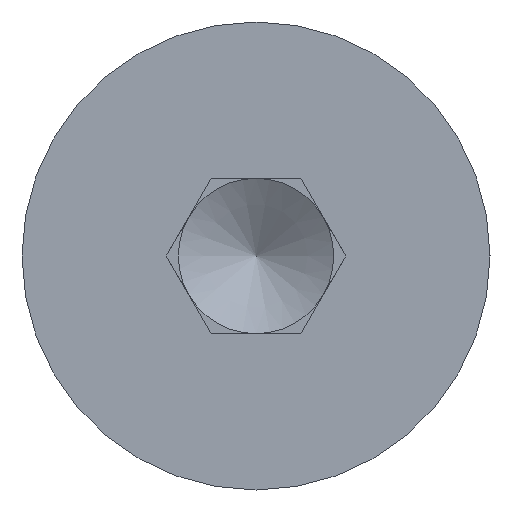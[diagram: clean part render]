
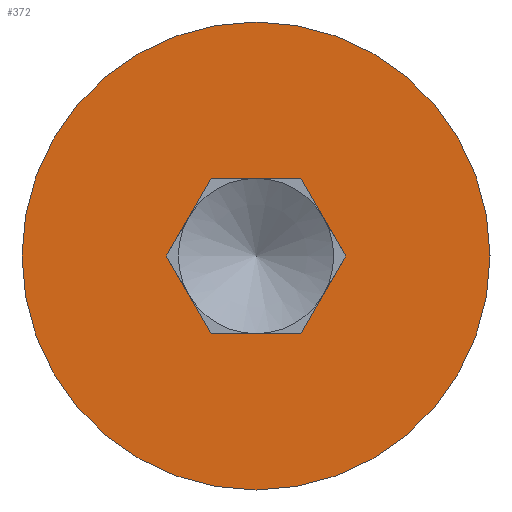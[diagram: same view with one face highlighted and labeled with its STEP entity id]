
A CAD part, left-side view. The second image highlights one B-rep face of the part: STEP entity #372.
In plain terms, the highlighted planar face has unit normal (-1, 0, 0).
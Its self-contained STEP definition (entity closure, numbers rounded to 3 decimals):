
#69=CIRCLE('',#394,3.765);
#83=VERTEX_POINT('',#512);
#84=VERTEX_POINT('',#513);
#88=VERTEX_POINT('',#523);
#91=VERTEX_POINT('',#531);
#94=VERTEX_POINT('',#539);
#95=VERTEX_POINT('',#541);
#96=VERTEX_POINT('',#543);
#115=VECTOR('',#426,1.);
#120=VECTOR('',#432,1.);
#124=VECTOR('',#437,1.);
#128=VECTOR('',#444,1.);
#129=VECTOR('',#445,1.);
#130=VECTOR('',#446,1.);
#145=LINE('',#511,#115);
#150=LINE('',#522,#120);
#154=LINE('',#530,#124);
#158=LINE('',#540,#128);
#159=LINE('',#542,#129);
#160=LINE('',#544,#130);
#175=EDGE_CURVE('',#83,#84,#145,.T.);
#180=EDGE_CURVE('',#88,#83,#150,.T.);
#184=EDGE_CURVE('',#84,#91,#154,.T.);
#188=EDGE_CURVE('',#94,#94,#69,.T.);
#189=EDGE_CURVE('',#91,#95,#158,.T.);
#190=EDGE_CURVE('',#96,#88,#159,.T.);
#191=EDGE_CURVE('',#95,#96,#160,.T.);
#240=ORIENTED_EDGE('',*,*,#188,.F.);
#241=ORIENTED_EDGE('',*,*,#189,.F.);
#242=ORIENTED_EDGE('',*,*,#184,.F.);
#243=ORIENTED_EDGE('',*,*,#175,.F.);
#244=ORIENTED_EDGE('',*,*,#180,.F.);
#245=ORIENTED_EDGE('',*,*,#190,.F.);
#246=ORIENTED_EDGE('',*,*,#191,.F.);
#328=EDGE_LOOP('',(#240));
#329=EDGE_LOOP('',(#241,#242,#243,#244,#245,#246));
#350=FACE_BOUND('',#328,.T.);
#351=FACE_BOUND('',#329,.T.);
#372=ADVANCED_FACE('',(#350,#351),#610,.F.);
#393=AXIS2_PLACEMENT_3D('',#537,#441,$);
#394=AXIS2_PLACEMENT_3D('',#538,#442,#443);
#426=DIRECTION('',(0.,-0.5,-0.866));
#432=DIRECTION('',(0.,0.5,-0.866));
#437=DIRECTION('',(0.,-1.,0.));
#441=DIRECTION('',(1.,0.,0.));
#442=DIRECTION('',(1.,0.,0.));
#443=DIRECTION('',(0.,0.,-3.765));
#444=DIRECTION('',(0.,-0.5,0.866));
#445=DIRECTION('',(0.,1.,0.));
#446=DIRECTION('',(0.,0.5,0.866));
#511=CARTESIAN_POINT('',(0.,1.443,0.));
#512=CARTESIAN_POINT('',(0.,1.443,0.));
#513=CARTESIAN_POINT('',(0.,0.722,-1.25));
#522=CARTESIAN_POINT('',(0.,0.722,1.25));
#523=CARTESIAN_POINT('',(0.,0.722,1.25));
#530=CARTESIAN_POINT('',(0.,0.722,-1.25));
#531=CARTESIAN_POINT('',(0.,-0.722,-1.25));
#537=CARTESIAN_POINT('',(0.,0.,0.));
#538=CARTESIAN_POINT('',(0.,0.,0.));
#539=CARTESIAN_POINT('',(0.,0.,-3.765));
#540=CARTESIAN_POINT('',(0.,-0.722,-1.25));
#541=CARTESIAN_POINT('',(0.,-1.443,0.));
#542=CARTESIAN_POINT('',(0.,-0.722,1.25));
#543=CARTESIAN_POINT('',(0.,-0.722,1.25));
#544=CARTESIAN_POINT('',(0.,-1.443,0.));
#610=PLANE('',#393);
